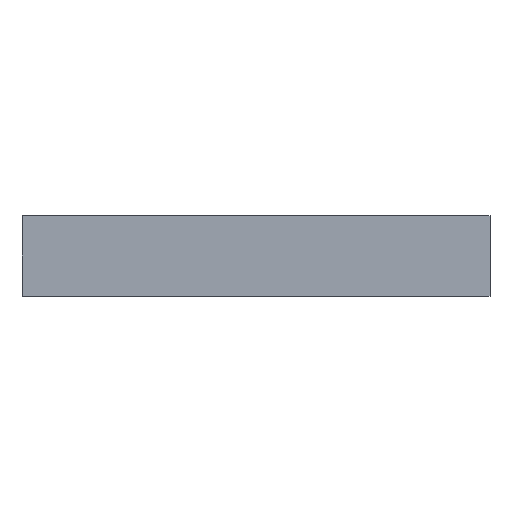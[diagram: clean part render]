
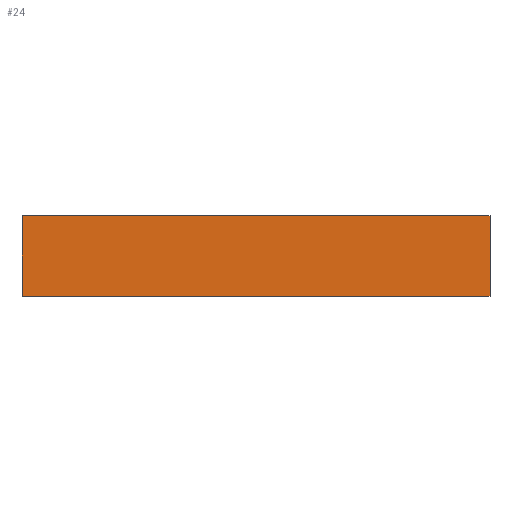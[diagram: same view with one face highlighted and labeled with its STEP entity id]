
A CAD part, front view. The second image highlights one B-rep face of the part: STEP entity #24.
In plain terms, the highlighted planar face has unit normal (0, -1, 0).
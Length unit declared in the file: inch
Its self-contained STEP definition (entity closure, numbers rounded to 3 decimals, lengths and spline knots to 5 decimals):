
#4 = EDGE_CURVE ( 'NONE', #227, #67, #71, .T. ) ;
#12 = CARTESIAN_POINT ( 'NONE',  ( -1.44932, -0.60845, 1.5 ) ) ;
#18 = DIRECTION ( 'NONE',  ( 1., 0., 0. ) ) ;
#24 = ADVANCED_FACE ( 'NONE', ( #231 ), #213, .F. ) ;
#26 = AXIS2_PLACEMENT_3D ( 'NONE', #170, #89, #90 ) ;
#30 = EDGE_LOOP ( 'NONE', ( #176, #72, #52, #169 ) ) ;
#31 = CARTESIAN_POINT ( 'NONE',  ( 7.30068, -0.60845, 0. ) ) ;
#40 = VECTOR ( 'NONE', #217, 39.37008 ) ;
#50 = DIRECTION ( 'NONE',  ( 0., 0., -1. ) ) ;
#51 = DIRECTION ( 'NONE',  ( 1., 0., 0. ) ) ;
#52 = ORIENTED_EDGE ( 'NONE', *, *, #247, .F. ) ;
#56 = VERTEX_POINT ( 'NONE', #69 ) ;
#61 = VERTEX_POINT ( 'NONE', #236 ) ;
#66 = CARTESIAN_POINT ( 'NONE',  ( 7.30068, -0.60845, 1.5 ) ) ;
#67 = VERTEX_POINT ( 'NONE', #31 ) ;
#69 = CARTESIAN_POINT ( 'NONE',  ( -1.44932, -0.60845, 0. ) ) ;
#71 = LINE ( 'NONE', #66, #253 ) ;
#72 = ORIENTED_EDGE ( 'NONE', *, *, #4, .F. ) ;
#82 = LINE ( 'NONE', #177, #40 ) ;
#89 = DIRECTION ( 'NONE',  ( 0., 1., 0. ) ) ;
#90 = DIRECTION ( 'NONE',  ( 0., 0., 1. ) ) ;
#148 = VECTOR ( 'NONE', #51, 39.37008 ) ;
#163 = LINE ( 'NONE', #12, #148 ) ;
#169 = ORIENTED_EDGE ( 'NONE', *, *, #221, .T. ) ;
#170 = CARTESIAN_POINT ( 'NONE',  ( -1.44932, -0.60845, 1.5 ) ) ;
#171 = CARTESIAN_POINT ( 'NONE',  ( 7.30068, -0.60845, 1.5 ) ) ;
#174 = LINE ( 'NONE', #204, #205 ) ;
#176 = ORIENTED_EDGE ( 'NONE', *, *, #260, .T. ) ;
#177 = CARTESIAN_POINT ( 'NONE',  ( -1.44932, -0.60845, 1.5 ) ) ;
#204 = CARTESIAN_POINT ( 'NONE',  ( -1.44932, -0.60845, 0. ) ) ;
#205 = VECTOR ( 'NONE', #18, 39.37008 ) ;
#213 = PLANE ( 'NONE',  #26 ) ;
#217 = DIRECTION ( 'NONE',  ( 0., 0., -1. ) ) ;
#221 = EDGE_CURVE ( 'NONE', #61, #56, #82, .T. ) ;
#227 = VERTEX_POINT ( 'NONE', #171 ) ;
#231 = FACE_OUTER_BOUND ( 'NONE', #30, .T. ) ;
#236 = CARTESIAN_POINT ( 'NONE',  ( -1.44932, -0.60845, 1.5 ) ) ;
#247 = EDGE_CURVE ( 'NONE', #61, #227, #163, .T. ) ;
#253 = VECTOR ( 'NONE', #50, 39.37008 ) ;
#260 = EDGE_CURVE ( 'NONE', #56, #67, #174, .T. ) ;
